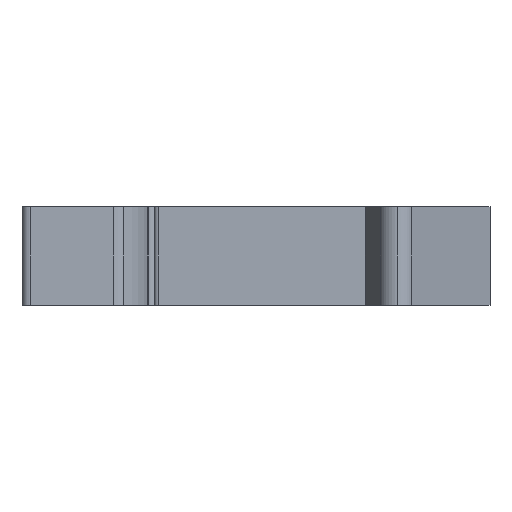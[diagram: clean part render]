
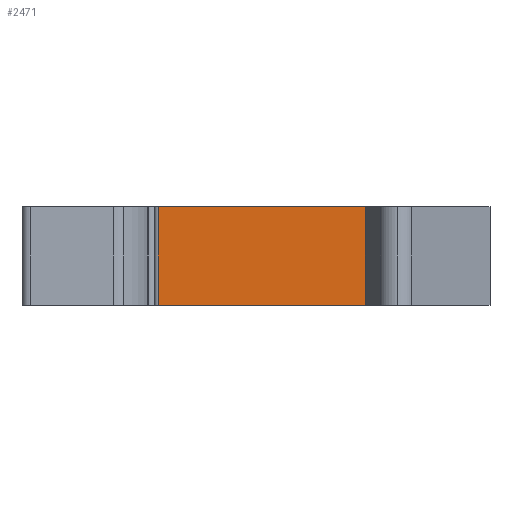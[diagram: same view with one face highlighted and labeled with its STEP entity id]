
A CAD part, front view. The second image highlights one B-rep face of the part: STEP entity #2471.
In plain terms, the highlighted planar face has unit normal (0, -1, 0).
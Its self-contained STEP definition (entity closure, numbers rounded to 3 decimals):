
#299=ORIENTED_EDGE('',*,*,#762,.F.);
#300=ORIENTED_EDGE('',*,*,#763,.T.);
#301=ORIENTED_EDGE('',*,*,#659,.T.);
#302=ORIENTED_EDGE('',*,*,#761,.F.);
#659=EDGE_CURVE('',#916,#915,#1087,.T.);
#761=EDGE_CURVE('',#988,#915,#1172,.T.);
#762=EDGE_CURVE('',#989,#988,#1173,.T.);
#763=EDGE_CURVE('',#989,#916,#1174,.F.);
#915=VERTEX_POINT('',#3280);
#916=VERTEX_POINT('',#3282);
#988=VERTEX_POINT('',#3482);
#989=VERTEX_POINT('',#3486);
#1087=LINE('',#3281,#1305);
#1172=LINE('',#3483,#1390);
#1173=LINE('',#3485,#1391);
#1174=LINE('',#3487,#1392);
#1305=VECTOR('',#2755,1000.);
#1390=VECTOR('',#2928,1000.);
#1391=VECTOR('',#2931,1000.);
#1392=VECTOR('',#2932,1000.);
#1518=EDGE_LOOP('',(#299,#300,#301,#302));
#1620=FACE_BOUND('',#1518,.T.);
#1717=PLANE('',#2597);
#2471=ADVANCED_FACE('',(#1620),#1717,.F.);
#2597=AXIS2_PLACEMENT_3D('',#3484,#2929,#2930);
#2755=DIRECTION('',(1.,0.,0.));
#2928=DIRECTION('',(0.,0.,-1.));
#2929=DIRECTION('',(0.,1.,0.));
#2930=DIRECTION('',(0.,0.,1.));
#2931=DIRECTION('',(1.,0.,0.));
#2932=DIRECTION('',(0.,0.,1.));
#3280=CARTESIAN_POINT('',(7.5,-10.85,0.));
#3281=CARTESIAN_POINT('',(-7.5,-10.85,0.));
#3282=CARTESIAN_POINT('',(-5.95,-10.85,0.));
#3482=CARTESIAN_POINT('',(7.5,-10.85,6.));
#3483=CARTESIAN_POINT('',(7.5,-10.85,6.));
#3484=CARTESIAN_POINT('',(-7.5,-10.85,6.));
#3485=CARTESIAN_POINT('',(-7.5,-10.85,6.));
#3486=CARTESIAN_POINT('',(-5.95,-10.85,6.));
#3487=CARTESIAN_POINT('',(-5.95,-10.85,6.));
